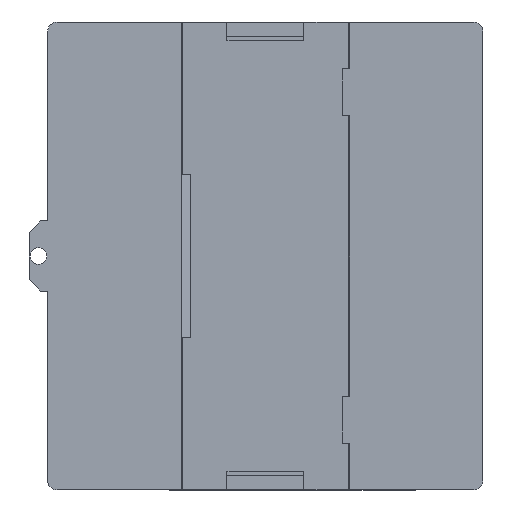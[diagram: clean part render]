
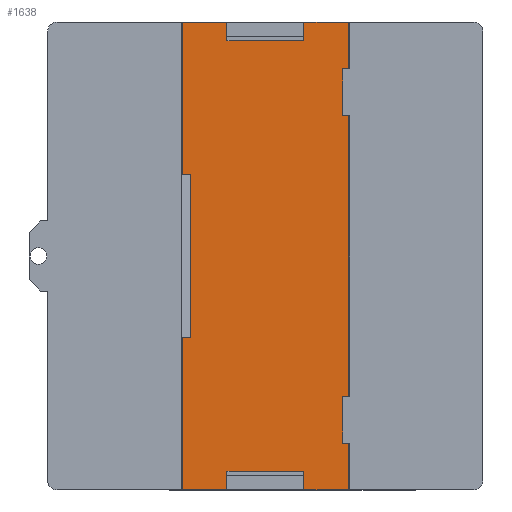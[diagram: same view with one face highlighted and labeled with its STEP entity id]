
A CAD part, left-side view. The second image highlights one B-rep face of the part: STEP entity #1638.
In plain terms, the highlighted planar face has unit normal (-1, 0, 0).
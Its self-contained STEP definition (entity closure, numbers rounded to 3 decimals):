
#457=CARTESIAN_POINT('',(0.354,23.04,100.0));
#458=VERTEX_POINT('',#457);
#467=CARTESIAN_POINT('',(0.354,23.04,96.0));
#468=VERTEX_POINT('',#467);
#469=CARTESIAN_POINT('',(0.354,23.04,96.0));
#470=DIRECTION('',(0.0,0.0,1.0));
#471=VECTOR('',#470,4.0);
#472=LINE('',#469,#471);
#473=EDGE_CURVE('',#468,#458,#472,.T.);
#499=CARTESIAN_POINT('',(0.354,6.64,100.0));
#500=VERTEX_POINT('',#499);
#515=CARTESIAN_POINT('',(0.354,6.64,96.0));
#516=VERTEX_POINT('',#515);
#523=CARTESIAN_POINT('',(0.354,6.64,100.0));
#524=DIRECTION('',(0.0,0.0,-1.0));
#525=VECTOR('',#524,4.0);
#526=LINE('',#523,#525);
#527=EDGE_CURVE('',#500,#516,#526,.T.);
#538=CARTESIAN_POINT('',(0.354,-2.96,100.0));
#539=VERTEX_POINT('',#538);
#540=CARTESIAN_POINT('',(0.354,-2.96,100.0));
#541=DIRECTION('',(0.0,1.0,0.0));
#542=VECTOR('',#541,9.6);
#543=LINE('',#540,#542);
#544=EDGE_CURVE('',#539,#500,#543,.T.);
#600=CARTESIAN_POINT('',(0.354,32.64,100.0));
#601=VERTEX_POINT('',#600);
#608=CARTESIAN_POINT('',(0.354,23.04,100.0));
#609=DIRECTION('',(0.0,1.0,0.0));
#610=VECTOR('',#609,9.6);
#611=LINE('',#608,#610);
#612=EDGE_CURVE('',#458,#601,#611,.T.);
#770=CARTESIAN_POINT('',(0.354,6.64,96.0));
#771=DIRECTION('',(0.0,1.0,0.0));
#772=VECTOR('',#771,16.4);
#773=LINE('',#770,#772);
#774=EDGE_CURVE('',#516,#468,#773,.T.);
#1218=CARTESIAN_POINT('',(0.354,23.04,0.0));
#1219=VERTEX_POINT('',#1218);
#1227=CARTESIAN_POINT('',(0.354,23.04,4.0));
#1228=VERTEX_POINT('',#1227);
#1235=CARTESIAN_POINT('',(0.354,23.04,0.0));
#1236=DIRECTION('',(0.0,0.0,1.0));
#1237=VECTOR('',#1236,4.0);
#1238=LINE('',#1235,#1237);
#1239=EDGE_CURVE('',#1219,#1228,#1238,.T.);
#1249=CARTESIAN_POINT('',(0.354,6.64,0.0));
#1250=VERTEX_POINT('',#1249);
#1257=CARTESIAN_POINT('',(0.354,6.64,4.));
#1258=VERTEX_POINT('',#1257);
#1259=CARTESIAN_POINT('',(0.354,6.64,4.));
#1260=DIRECTION('',(0.0,0.0,-1.0));
#1261=VECTOR('',#1260,4.);
#1262=LINE('',#1259,#1261);
#1263=EDGE_CURVE('',#1258,#1250,#1262,.T.);
#1280=CARTESIAN_POINT('',(0.354,23.04,4.0));
#1281=DIRECTION('',(0.0,-1.0,0.0));
#1282=VECTOR('',#1281,16.4);
#1283=LINE('',#1280,#1282);
#1284=EDGE_CURVE('',#1228,#1258,#1283,.T.);
#1319=CARTESIAN_POINT('',(0.354,32.64,0.0));
#1320=VERTEX_POINT('',#1319);
#1321=CARTESIAN_POINT('',(0.354,23.04,0.0));
#1322=DIRECTION('',(0.0,1.0,0.0));
#1323=VECTOR('',#1322,9.6);
#1324=LINE('',#1321,#1323);
#1325=EDGE_CURVE('',#1219,#1320,#1324,.T.);
#1367=CARTESIAN_POINT('',(0.354,-2.96,0.0));
#1368=VERTEX_POINT('',#1367);
#1375=CARTESIAN_POINT('',(0.354,-2.96,0.0));
#1376=DIRECTION('',(0.0,1.0,0.0));
#1377=VECTOR('',#1376,9.6);
#1378=LINE('',#1375,#1377);
#1379=EDGE_CURVE('',#1368,#1250,#1378,.T.);
#1597=CARTESIAN_POINT('',(0.354,-2.96,0.0));
#1598=DIRECTION('',(0.0,0.0,1.0));
#1599=VECTOR('',#1598,100.0);
#1600=LINE('',#1597,#1599);
#1601=EDGE_CURVE('',#1368,#539,#1600,.T.);
#1614=CARTESIAN_POINT('',(0.354,-2.96,0.0));
#1615=DIRECTION('',(-1.0,0.0,0.0));
#1616=DIRECTION('',(0.0,0.0,1.0));
#1617=AXIS2_PLACEMENT_3D('',#1614,#1615,#1616);
#1618=PLANE('',#1617);
#1619=ORIENTED_EDGE('',*,*,#473,.T.);
#1620=ORIENTED_EDGE('',*,*,#612,.T.);
#1621=CARTESIAN_POINT('',(0.354,32.64,0.0));
#1622=DIRECTION('',(0.0,0.0,1.0));
#1623=VECTOR('',#1622,100.0);
#1624=LINE('',#1621,#1623);
#1625=EDGE_CURVE('',#1320,#601,#1624,.T.);
#1626=ORIENTED_EDGE('',*,*,#1625,.F.);
#1627=ORIENTED_EDGE('',*,*,#1325,.F.);
#1628=ORIENTED_EDGE('',*,*,#1239,.T.);
#1629=ORIENTED_EDGE('',*,*,#1284,.T.);
#1630=ORIENTED_EDGE('',*,*,#1263,.T.);
#1631=ORIENTED_EDGE('',*,*,#1379,.F.);
#1632=ORIENTED_EDGE('',*,*,#1601,.T.);
#1633=ORIENTED_EDGE('',*,*,#544,.T.);
#1634=ORIENTED_EDGE('',*,*,#527,.T.);
#1635=ORIENTED_EDGE('',*,*,#774,.T.);
#1636=EDGE_LOOP('',(#1619,#1620,#1626,#1627,#1628,#1629,#1630,#1631,#1632,#1633,#1634,#1635));
#1637=FACE_OUTER_BOUND('',#1636,.T.);
#1638=ADVANCED_FACE('',(#1637),#1618,.T.);
